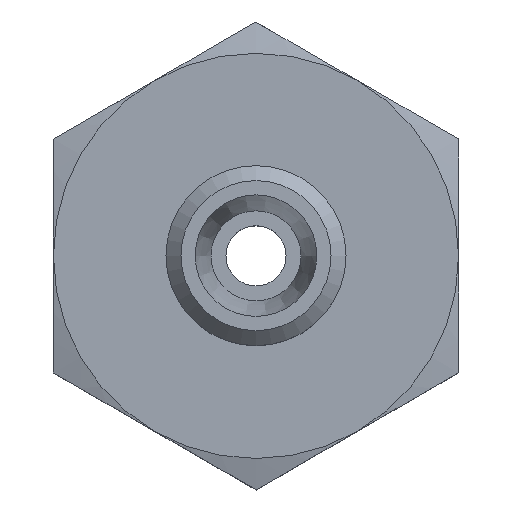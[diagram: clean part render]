
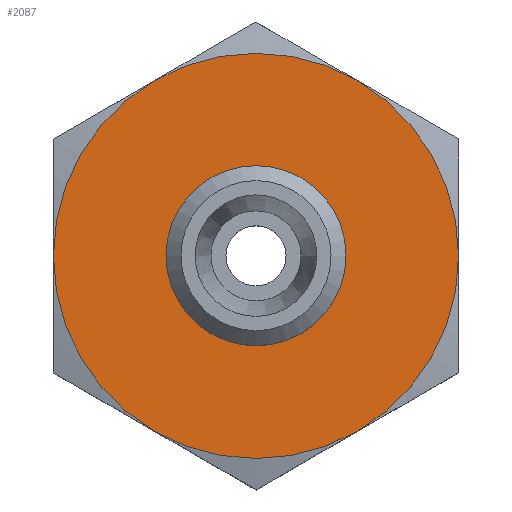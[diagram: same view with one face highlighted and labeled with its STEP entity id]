
A CAD part, top view. The second image highlights one B-rep face of the part: STEP entity #2087.
In plain terms, the highlighted planar face has unit normal (0, 0, 1).
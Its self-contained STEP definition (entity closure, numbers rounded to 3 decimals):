
#1451=CARTESIAN_POINT('',(13.5,0.008,23.5));
#1452=VERTEX_POINT('',#1451);
#1466=CARTESIAN_POINT('',(13.5,0.,23.5));
#1467=VERTEX_POINT('',#1466);
#1468=CARTESIAN_POINT('',(13.5,0.008,23.5));
#1469=DIRECTION('',(0.001,-1.,0.0));
#1470=VECTOR('',#1469,0.008);
#1471=LINE('',#1468,#1470);
#1472=EDGE_CURVE('',#1452,#1467,#1471,.T.);
#1532=CARTESIAN_POINT('',(6.743,11.695,23.5));
#1533=VERTEX_POINT('',#1532);
#1579=CARTESIAN_POINT('',(-6.757,11.687,23.5));
#1580=VERTEX_POINT('',#1579);
#1768=CARTESIAN_POINT('',(-6.743,-11.695,23.5));
#1769=VERTEX_POINT('',#1768);
#1815=CARTESIAN_POINT('',(6.757,-11.687,23.5));
#1816=VERTEX_POINT('',#1815);
#1907=CARTESIAN_POINT('',(-13.5,-0.008,23.5));
#1908=VERTEX_POINT('',#1907);
#1966=CARTESIAN_POINT('',(0.,0.,23.5));
#1967=DIRECTION('',(0.0,0.0,1.0));
#1968=DIRECTION('',(-1.0,0.0,0.0));
#1969=AXIS2_PLACEMENT_3D('',#1966,#1967,#1968);
#1970=CIRCLE('',#1969,13.5);
#1971=EDGE_CURVE('',#1452,#1533,#1970,.T.);
#1984=CARTESIAN_POINT('',(0.,0.,23.5));
#1985=DIRECTION('',(0.0,0.0,1.0));
#1986=DIRECTION('',(-1.0,0.0,0.0));
#1987=AXIS2_PLACEMENT_3D('',#1984,#1985,#1986);
#1988=CIRCLE('',#1987,13.5);
#1989=EDGE_CURVE('',#1816,#1467,#1988,.T.);
#2000=CARTESIAN_POINT('',(0.,0.,23.5));
#2001=DIRECTION('',(0.0,0.0,1.0));
#2002=DIRECTION('',(-1.0,0.0,0.0));
#2003=AXIS2_PLACEMENT_3D('',#2000,#2001,#2002);
#2004=CIRCLE('',#2003,13.5);
#2005=EDGE_CURVE('',#1533,#1580,#2004,.T.);
#2018=CARTESIAN_POINT('',(0.,0.,23.5));
#2019=DIRECTION('',(0.0,0.0,1.0));
#2020=DIRECTION('',(-1.0,0.0,0.0));
#2021=AXIS2_PLACEMENT_3D('',#2018,#2019,#2020);
#2022=CIRCLE('',#2021,13.5);
#2023=EDGE_CURVE('',#1769,#1816,#2022,.T.);
#2034=CARTESIAN_POINT('',(0.,0.,23.5));
#2035=DIRECTION('',(0.0,0.0,1.0));
#2036=DIRECTION('',(-1.0,0.0,0.0));
#2037=AXIS2_PLACEMENT_3D('',#2034,#2035,#2036);
#2038=CIRCLE('',#2037,13.5);
#2039=EDGE_CURVE('',#1580,#1908,#2038,.T.);
#2052=CARTESIAN_POINT('',(0.,0.,23.5));
#2053=DIRECTION('',(0.0,0.0,1.0));
#2054=DIRECTION('',(-1.0,0.0,0.0));
#2055=AXIS2_PLACEMENT_3D('',#2052,#2053,#2054);
#2056=CIRCLE('',#2055,13.5);
#2057=EDGE_CURVE('',#1908,#1769,#2056,.T.);
#2062=CARTESIAN_POINT('',(0.,0.,23.5));
#2063=DIRECTION('',(0.0,0.0,1.0));
#2064=DIRECTION('',(1.0,0.0,0.0));
#2065=AXIS2_PLACEMENT_3D('',#2062,#2063,#2064);
#2066=PLANE('',#2065);
#2067=ORIENTED_EDGE('',*,*,#1971,.T.);
#2068=ORIENTED_EDGE('',*,*,#2005,.T.);
#2069=ORIENTED_EDGE('',*,*,#2039,.T.);
#2070=ORIENTED_EDGE('',*,*,#2057,.T.);
#2071=ORIENTED_EDGE('',*,*,#2023,.T.);
#2072=ORIENTED_EDGE('',*,*,#1989,.T.);
#2073=ORIENTED_EDGE('',*,*,#1472,.F.);
#2074=EDGE_LOOP('',(#2067,#2068,#2069,#2070,#2071,#2072,#2073));
#2075=FACE_OUTER_BOUND('',#2074,.T.);
#2076=CARTESIAN_POINT('',(5.85,0.,23.5));
#2077=VERTEX_POINT('',#2076);
#2078=CARTESIAN_POINT('',(0.,0.,23.5));
#2079=DIRECTION('',(0.0,0.0,1.0));
#2080=DIRECTION('',(-1.0,0.0,0.0));
#2081=AXIS2_PLACEMENT_3D('',#2078,#2079,#2080);
#2082=CIRCLE('',#2081,5.85);
#2083=EDGE_CURVE('',#2077,#2077,#2082,.T.);
#2084=ORIENTED_EDGE('',*,*,#2083,.F.);
#2085=EDGE_LOOP('',(#2084));
#2086=FACE_BOUND('',#2085,.T.);
#2087=ADVANCED_FACE('',(#2075,#2086),#2066,.T.);
